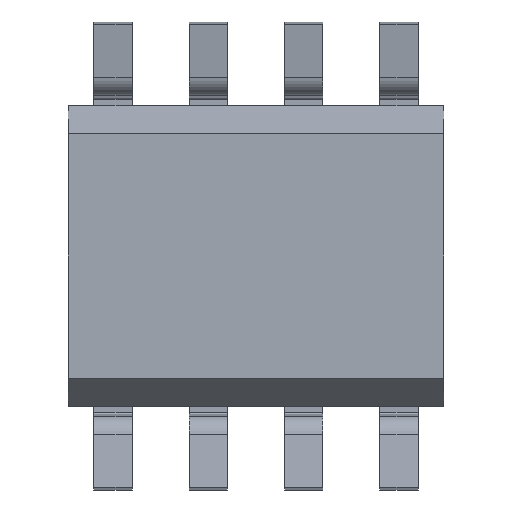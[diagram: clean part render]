
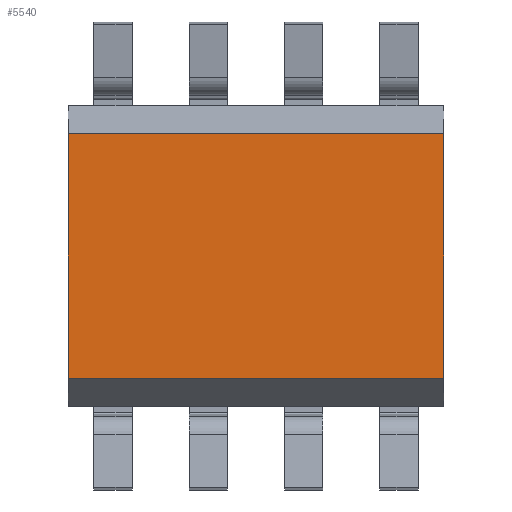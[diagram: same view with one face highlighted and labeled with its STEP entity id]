
A CAD part, front view. The second image highlights one B-rep face of the part: STEP entity #5540.
In plain terms, the highlighted planar face has unit normal (0, -1, 0).
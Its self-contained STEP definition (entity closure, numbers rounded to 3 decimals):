
#505 = CARTESIAN_POINT ( 'NONE',  ( 0., 0.25, 0. ) ) ;
#517 = LINE ( 'NONE', #9970, #2294 ) ;
#818 = DIRECTION ( 'NONE',  ( 1., 0., 0. ) ) ;
#1838 = LINE ( 'NONE', #9198, #3472 ) ;
#2176 = LINE ( 'NONE', #10556, #8944 ) ;
#2272 = VERTEX_POINT ( 'NONE', #10893 ) ;
#2294 = VECTOR ( 'NONE', #4273, 1000. ) ;
#3063 = FACE_OUTER_BOUND ( 'NONE', #6728, .T. ) ;
#3151 = EDGE_CURVE ( 'NONE', #7249, #2272, #1838, .T. ) ;
#3299 = DIRECTION ( 'NONE',  ( 0., 0., -1. ) ) ;
#3448 = ORIENTED_EDGE ( 'NONE', *, *, #4985, .F. ) ;
#3472 = VECTOR ( 'NONE', #818, 1000. ) ;
#3880 = ORIENTED_EDGE ( 'NONE', *, *, #8780, .F. ) ;
#4273 = DIRECTION ( 'NONE',  ( 0., 0., 1. ) ) ;
#4346 = ORIENTED_EDGE ( 'NONE', *, *, #3151, .T. ) ;
#4985 = EDGE_CURVE ( 'NONE', #9985, #2272, #8122, .T. ) ;
#5102 = CARTESIAN_POINT ( 'NONE',  ( 2.5, 0.25, 2. ) ) ;
#5123 = CARTESIAN_POINT ( 'NONE',  ( -2.5, 0.25, 1.63 ) ) ;
#5540 = ADVANCED_FACE ( 'NONE', ( #3063 ), #8858, .F. ) ;
#5807 = DIRECTION ( 'NONE',  ( 0., 1., 0. ) ) ;
#6728 = EDGE_LOOP ( 'NONE', ( #3448, #7669, #3880, #4346 ) ) ;
#7249 = VERTEX_POINT ( 'NONE', #9118 ) ;
#7579 = VERTEX_POINT ( 'NONE', #5123 ) ;
#7646 = CARTESIAN_POINT ( 'NONE',  ( 2.5, 0.25, 1.63 ) ) ;
#7669 = ORIENTED_EDGE ( 'NONE', *, *, #8318, .T. ) ;
#7942 = DIRECTION ( 'NONE',  ( 0., 0., 1. ) ) ;
#8122 = LINE ( 'NONE', #5102, #10730 ) ;
#8318 = EDGE_CURVE ( 'NONE', #9985, #7579, #2176, .T. ) ;
#8780 = EDGE_CURVE ( 'NONE', #7249, #7579, #517, .T. ) ;
#8858 = PLANE ( 'NONE',  #10541 ) ;
#8944 = VECTOR ( 'NONE', #10490, 1000. ) ;
#9118 = CARTESIAN_POINT ( 'NONE',  ( -2.5, 0.25, -1.63 ) ) ;
#9198 = CARTESIAN_POINT ( 'NONE',  ( 0., 0.25, -1.63 ) ) ;
#9970 = CARTESIAN_POINT ( 'NONE',  ( -2.5, 0.25, 2. ) ) ;
#9985 = VERTEX_POINT ( 'NONE', #7646 ) ;
#10490 = DIRECTION ( 'NONE',  ( -1., 0., 0. ) ) ;
#10541 = AXIS2_PLACEMENT_3D ( 'NONE', #505, #5807, #7942 ) ;
#10556 = CARTESIAN_POINT ( 'NONE',  ( 0., 0.25, 1.63 ) ) ;
#10730 = VECTOR ( 'NONE', #3299, 1000. ) ;
#10893 = CARTESIAN_POINT ( 'NONE',  ( 2.5, 0.25, -1.63 ) ) ;
